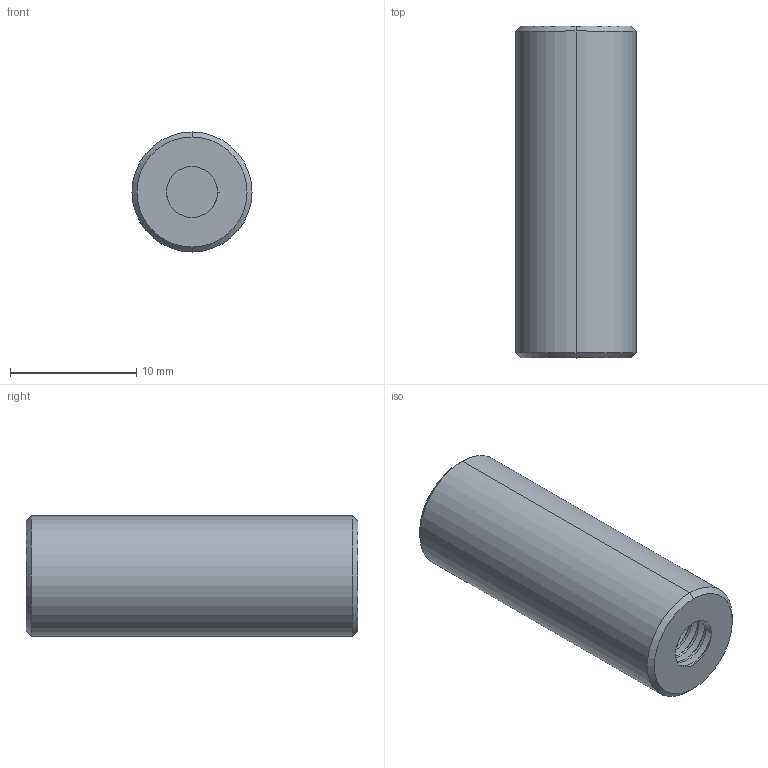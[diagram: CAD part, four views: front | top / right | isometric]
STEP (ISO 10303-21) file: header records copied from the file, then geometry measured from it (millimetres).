
FILE_DESCRIPTION (( 'STEP AP203' ), '1' );
FILE_NAME ('4400-23-P-0211 ( 2 piezas ) MS.STEP', '2023-02-24T08:36:38', ( '' ), ( '' ), 'SwSTEP 2.0', 'SolidWorks 2022', '' );
FILE_SCHEMA (( 'CONFIG_CONTROL_DESIGN' ));
Length unit declared in the file: inch
Products named in the file (1): 4400-23-P-0211 ( 2 piezas ) MS
Bounding box: 9.53 x 26.3 x 9.53 mm (x, y, z)
Volume: 1575.6 mm3; surface area: 1359.2 mm2
Topology: 1 solids, 1 shells, 74 faces, 196 edges, 126 vertices
Faces by surface type: cylinder 56, plane 8, bspline 6, cone 4
Entity records: 5837 total; most frequent: CARTESIAN_POINT 4243, ORIENTED_EDGE 392, DIRECTION 250, EDGE_CURVE 196, VERTEX_POINT 126, AXIS2_PLACEMENT_3D 89, EDGE_LOOP 76, ADVANCED_FACE 74
